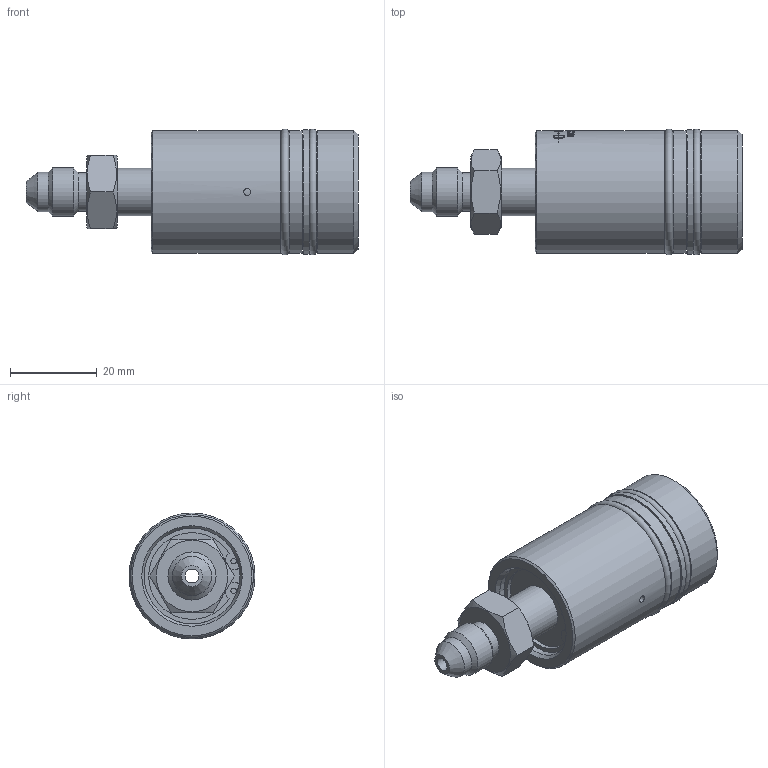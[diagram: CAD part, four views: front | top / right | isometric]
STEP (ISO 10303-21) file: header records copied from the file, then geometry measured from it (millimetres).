
FILE_DESCRIPTION(/* description */ (''),/* implementation_level */ '2;1');
FILE_NAME(/* name */ '1005-535-094-IC.stp',/* time_stamp */ '2020-05-13T13:16:06-05:00',/* author */ ('Moorera'),/* organization */ (''),/* preprocessor_version */ 'ST-DEVELOPER v18.1',/* originating_system */ 'Autodesk Inventor 2020',/* authorisation */ '');
FILE_SCHEMA (('AUTOMOTIVE_DESIGN { 1 0 10303 214 3 1 1 }'));
Length unit declared in the file: millimetre
Products named in the file (1): 1005-535-094-IC
Bounding box: 76.6 x 29.06 x 29.06 mm (x, y, z)
Volume: 31996.6 mm3; surface area: 9516.7 mm2
Topology: 2 solids, 2 shells, 368 faces, 977 edges, 655 vertices
Faces by surface type: bspline 196, plane 105, cylinder 56, cone 8, torus 3
Full cylindrical faces by diameter (mm): 1.25 x2, 1.6 x1, 3.2 x1, 9 x1, 9.05 x1, 11 x1, 11.079 x1, 22.07 x1, 25.5 x5, 28.37 x3, 28.7 x1
Entity records: 17044 total; most frequent: CARTESIAN_POINT 8585, ORIENTED_EDGE 1954, DIRECTION 1312, EDGE_CURVE 977, VERTEX_POINT 655, AXIS2_PLACEMENT_3D 479, EDGE_LOOP 416, FACE_OUTER_BOUND 368
